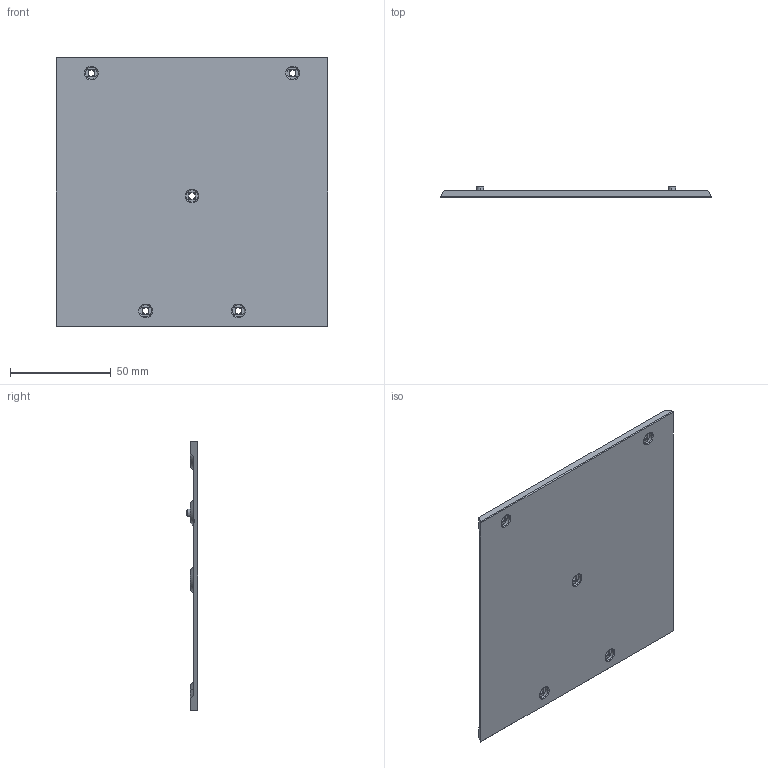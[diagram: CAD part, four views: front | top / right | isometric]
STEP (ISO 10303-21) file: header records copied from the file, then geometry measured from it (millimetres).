
FILE_DESCRIPTION (( 'STEP AP214' ), '1' );
FILE_NAME ('BubbleBox V4 Split Case BP Center Clipless.STEP', '2023-03-24T03:17:40', ( '' ), ( '' ), 'SwSTEP 2.0', 'SolidWorks 2022', '' );
FILE_SCHEMA (( 'AUTOMOTIVE_DESIGN' ));
Length unit declared in the file: millimetre
Products named in the file (1): BubbleBox V4 Split Case BP Center Clipless
Bounding box: 135 x 5.6 x 133.88 mm (x, y, z)
Volume: 38949.3 mm3; surface area: 37810.8 mm2
Topology: 1 solids, 1 shells, 175 faces, 430 edges, 282 vertices
Faces by surface type: plane 85, cylinder 52, cone 38
Entity records: 5272 total; most frequent: DIRECTION 964, CARTESIAN_POINT 900, ORIENTED_EDGE 860, EDGE_CURVE 430, AXIS2_PLACEMENT_3D 362, VERTEX_POINT 282, VECTOR 240, LINE 240
